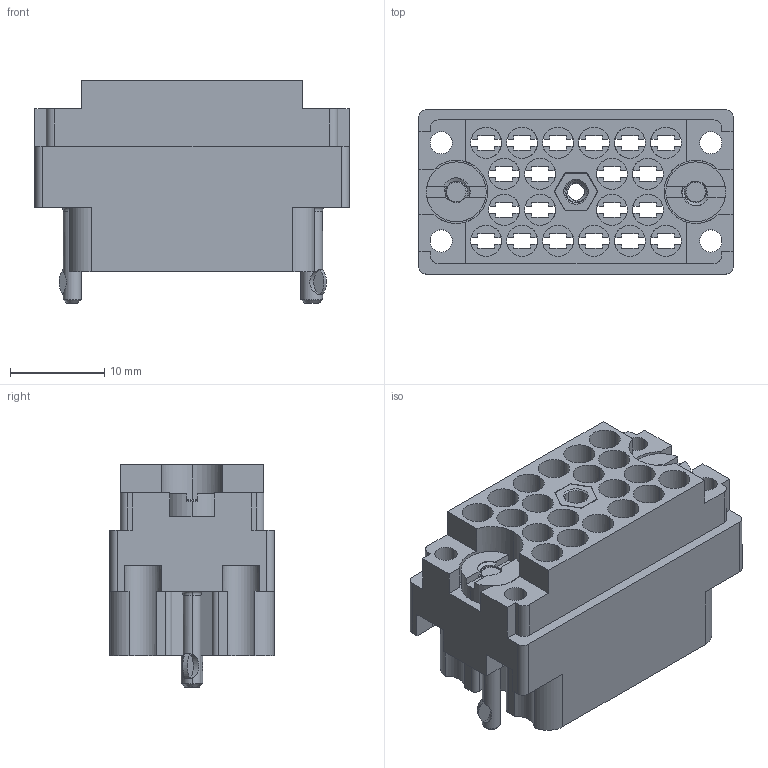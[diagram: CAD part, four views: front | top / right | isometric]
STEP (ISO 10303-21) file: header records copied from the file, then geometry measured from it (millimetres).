
FILE_DESCRIPTION (( 'STEP AP203' ), '1' );
FILE_NAME ('516-020-000-102.STEP', '2020-03-09T12:01:48', ( '' ), ( '' ), 'SwSTEP 2.0', 'SolidWorks 2016', '' );
FILE_SCHEMA (( 'CONFIG_CONTROL_DESIGN' ));
Length unit declared in the file: inch
Products named in the file (6): 516-020-000-102; 516-222-020-102_020; 516-222-020-102_021; 516-252-025-100_516-252-025-100; 516-252-021-102_020; 516 Plug Insulator_020
Assembly tree (6 placements, depth 2):
  516-020-000-102
    516 Plug Insulator_020
    516-252-021-102_020  x2
    516-222-020-102_020
    516-252-025-100_516-252-025-100
    516-222-020-102_021
Bounding box: 33.32 x 17.42 x 23.6 mm (x, y, z)
Volume: 4829.1 mm3; surface area: 7929.7 mm2
Topology: 6 solids, 6 shells, 856 faces, 2427 edges, 1598 vertices
Faces by surface type: plane 486, cylinder 278, cone 49, bspline 39, torus 4
Entity records: 34234 total; most frequent: CARTESIAN_POINT 12164, ORIENTED_EDGE 4674, DIRECTION 4301, EDGE_CURVE 2337, VERTEX_POINT 1538, VECTOR 1509, LINE 1509, AXIS2_PLACEMENT_3D 1396
